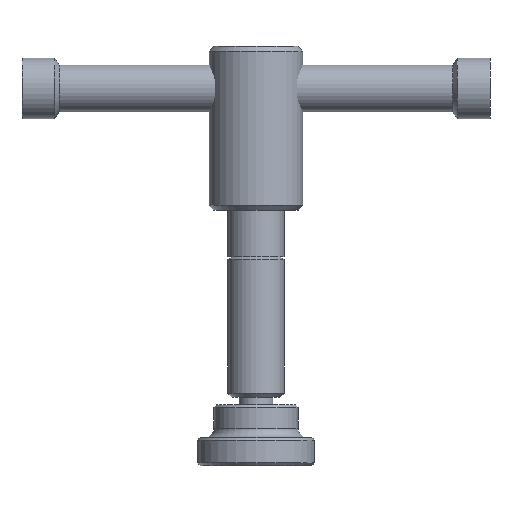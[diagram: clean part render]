
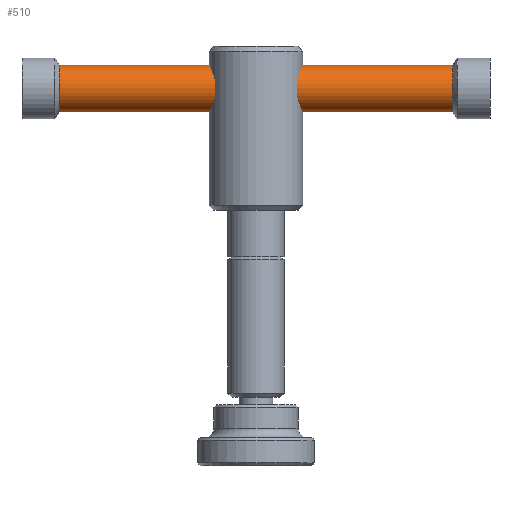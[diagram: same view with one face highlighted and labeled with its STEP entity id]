
A CAD part, front view. The second image highlights one B-rep face of the part: STEP entity #510.
In plain terms, the highlighted cylindrical face has radius 5 mm (diameter 10 mm), a partial arc.
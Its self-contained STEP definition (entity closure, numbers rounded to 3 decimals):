
#406=VERTEX_POINT('',#1026);
#414=VERTEX_POINT('',#1036);
#460=VERTEX_POINT('',#1085);
#510=ADVANCED_FACE('',(#1140),#1141,.T.);
#680=EDGE_CURVE('',#414,#406,#1336,.T.);
#700=EDGE_CURVE('',#460,#724,#1357,.T.);
#724=VERTEX_POINT('',#1384);
#822=EDGE_CURVE('',#724,#414,#1493,.T.);
#872=EDGE_CURVE('',#460,#406,#1550,.T.);
#1026=CARTESIAN_POINT('',(-42.0,0.,75.6));
#1036=CARTESIAN_POINT('',(42.0,0.,75.6));
#1085=CARTESIAN_POINT('',(-42.0,0.0,85.6));
#1140=FACE_OUTER_BOUND('',#1881,.T.);
#1141=CYLINDRICAL_SURFACE('',#1882,5.0);
#1336=LINE('',#2137,#2138);
#1357=LINE('',#2164,#2165);
#1384=CARTESIAN_POINT('',(42.0,0.0,85.6));
#1493=CIRCLE('',#2331,5.0);
#1550=CIRCLE('',#2404,5.0);
#1881=EDGE_LOOP('',(#2719,#2720,#2721,#2722));
#1882=AXIS2_PLACEMENT_3D('',#2723,#2724,#2725);
#2137=CARTESIAN_POINT('',(0.0,0.,75.6));
#2138=VECTOR('',#3018,1.0);
#2164=CARTESIAN_POINT('',(0.0,0.,85.6));
#2165=VECTOR('',#3039,1.0);
#2331=AXIS2_PLACEMENT_3D('',#3198,#3199,#3200);
#2404=AXIS2_PLACEMENT_3D('',#3270,#3271,#3272);
#2719=ORIENTED_EDGE('',*,*,#700,.F.);
#2720=ORIENTED_EDGE('',*,*,#872,.T.);
#2721=ORIENTED_EDGE('',*,*,#680,.F.);
#2722=ORIENTED_EDGE('',*,*,#822,.F.);
#2723=CARTESIAN_POINT('',(0.0,0.0,80.6));
#2724=DIRECTION('',(-1.0,-0.0,0.0));
#2725=DIRECTION('',(0.0,0.0,1.0));
#3018=DIRECTION('',(-1.0,-0.0,-0.0));
#3039=DIRECTION('',(1.0,0.0,0.0));
#3198=CARTESIAN_POINT('',(42.0,0.0,80.6));
#3199=DIRECTION('',(1.0,0.0,-0.0));
#3200=DIRECTION('',(0.0,0.0,1.0));
#3270=CARTESIAN_POINT('',(-42.0,0.0,80.6));
#3271=DIRECTION('',(1.0,0.0,-0.0));
#3272=DIRECTION('',(0.0,0.0,1.0));
